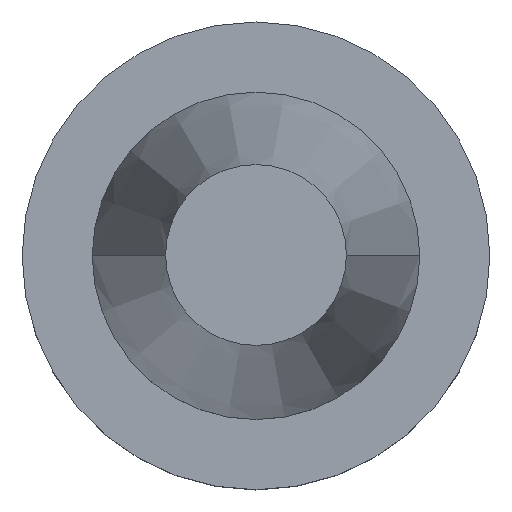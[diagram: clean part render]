
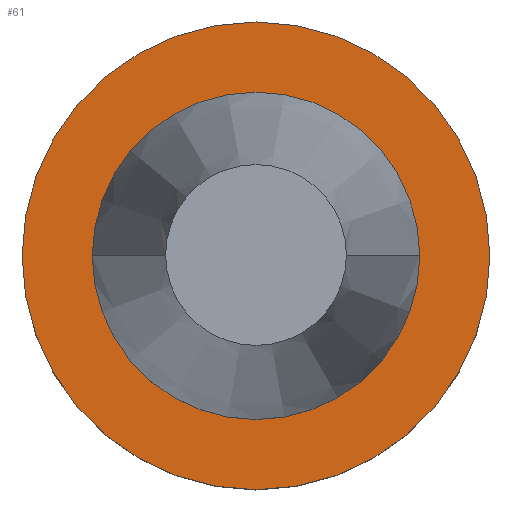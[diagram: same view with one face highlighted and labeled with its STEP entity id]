
A CAD part, top view. The second image highlights one B-rep face of the part: STEP entity #61.
In plain terms, the highlighted planar face has unit normal (0, 0, 1).
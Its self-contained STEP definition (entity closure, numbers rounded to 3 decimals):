
#12 = CIRCLE ( 'NONE', #123, 31.75 ) ;
#19 = DIRECTION ( 'NONE',  ( 1., 0., 0. ) ) ;
#31 = EDGE_CURVE ( 'NONE', #502, #784, #108, .T. ) ;
#46 = ORIENTED_EDGE ( 'NONE', *, *, #31, .F. ) ;
#61 = ADVANCED_FACE ( 'NONE', ( #333, #130 ), #676, .F. ) ;
#69 = AXIS2_PLACEMENT_3D ( 'NONE', #599, #464, #19 ) ;
#79 = CARTESIAN_POINT ( 'NONE',  ( -22.225, 0., -1. ) ) ;
#93 = DIRECTION ( 'NONE',  ( 0., 0., 1. ) ) ;
#99 = VERTEX_POINT ( 'NONE', #480 ) ;
#108 = CIRCLE ( 'NONE', #69, 22.225 ) ;
#123 = AXIS2_PLACEMENT_3D ( 'NONE', #490, #292, #573 ) ;
#126 = CARTESIAN_POINT ( 'NONE',  ( 0., 0., -1. ) ) ;
#130 = FACE_OUTER_BOUND ( 'NONE', #683, .T. ) ;
#135 = ORIENTED_EDGE ( 'NONE', *, *, #594, .F. ) ;
#137 = CARTESIAN_POINT ( 'NONE',  ( -31.75, 0., -1. ) ) ;
#149 = ORIENTED_EDGE ( 'NONE', *, *, #288, .T. ) ;
#174 = CARTESIAN_POINT ( 'NONE',  ( 22.225, 0., -1. ) ) ;
#288 = EDGE_CURVE ( 'NONE', #539, #99, #368, .T. ) ;
#291 = EDGE_LOOP ( 'NONE', ( #135, #46 ) ) ;
#292 = DIRECTION ( 'NONE',  ( 0., 0., 1. ) ) ;
#326 = ORIENTED_EDGE ( 'NONE', *, *, #665, .T. ) ;
#333 = FACE_BOUND ( 'NONE', #291, .T. ) ;
#368 = CIRCLE ( 'NONE', #612, 31.75 ) ;
#374 = DIRECTION ( 'NONE',  ( 1., 0., 0. ) ) ;
#464 = DIRECTION ( 'NONE',  ( 0., 0., 1. ) ) ;
#480 = CARTESIAN_POINT ( 'NONE',  ( 31.75, 0., -1. ) ) ;
#486 = CIRCLE ( 'NONE', #541, 22.225 ) ;
#490 = CARTESIAN_POINT ( 'NONE',  ( 0., 0., -1. ) ) ;
#502 = VERTEX_POINT ( 'NONE', #79 ) ;
#539 = VERTEX_POINT ( 'NONE', #137 ) ;
#541 = AXIS2_PLACEMENT_3D ( 'NONE', #816, #93, #374 ) ;
#573 = DIRECTION ( 'NONE',  ( 1., 0., 0. ) ) ;
#594 = EDGE_CURVE ( 'NONE', #784, #502, #486, .T. ) ;
#599 = CARTESIAN_POINT ( 'NONE',  ( 0., 0., -1. ) ) ;
#602 = CARTESIAN_POINT ( 'NONE',  ( 0., 31.75, -1. ) ) ;
#612 = AXIS2_PLACEMENT_3D ( 'NONE', #126, #655, #712 ) ;
#655 = DIRECTION ( 'NONE',  ( 0., 0., 1. ) ) ;
#665 = EDGE_CURVE ( 'NONE', #99, #539, #12, .T. ) ;
#673 = DIRECTION ( 'NONE',  ( 0., 0., -1. ) ) ;
#676 = PLANE ( 'NONE',  #705 ) ;
#683 = EDGE_LOOP ( 'NONE', ( #326, #149 ) ) ;
#705 = AXIS2_PLACEMENT_3D ( 'NONE', #602, #673, #741 ) ;
#712 = DIRECTION ( 'NONE',  ( 1., 0., 0. ) ) ;
#741 = DIRECTION ( 'NONE',  ( -1., 0., 0. ) ) ;
#784 = VERTEX_POINT ( 'NONE', #174 ) ;
#816 = CARTESIAN_POINT ( 'NONE',  ( 0., 0., -1. ) ) ;
